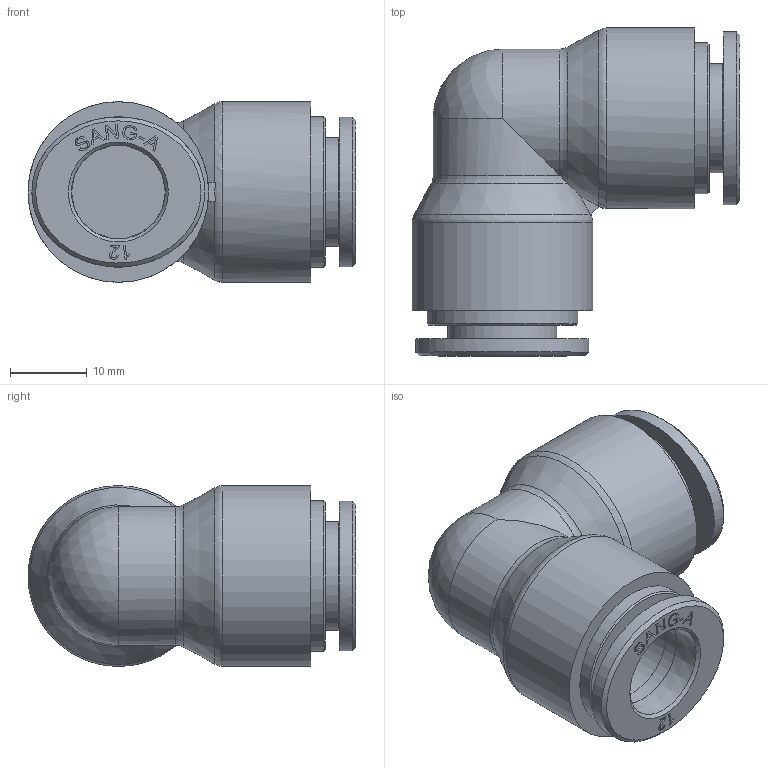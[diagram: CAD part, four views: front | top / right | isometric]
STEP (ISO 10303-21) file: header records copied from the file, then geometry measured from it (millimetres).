
FILE_DESCRIPTION((''),'2;1');
FILE_NAME('HR-PUL 12.stp','2020-03-19T10:31:39',('user'),(''),'Autodesk Inventor 2013','Autodesk Inventor 2013','');
FILE_SCHEMA(('AUTOMOTIVE_DESIGN { 1 0 10303 214 1 1 1 1 }'));
Length unit declared in the file: millimetre
Products named in the file (5): 조립품5; HR-PUL 12 BODY; HR-COLLAR 12; HR-Collar 12L(SUS); HR-SLEEVE 12
Assembly tree (5 placements, depth 3):
  조립품5
    HR-PUL 12 BODY
    HR-COLLAR 12  x2
      HR-Collar 12L(SUS)
      HR-SLEEVE 12
Bounding box: 42.65 x 42.65 x 23.5 mm (x, y, z)
Volume: 15636.3 mm3; surface area: 8193.4 mm2
Topology: 5 solids, 5 shells, 250 faces, 639 edges, 423 vertices
Faces by surface type: plane 143, bspline 80, cylinder 12, cone 10, torus 4, sphere 1
Full cylindrical faces by diameter (mm): 12.18 x2, 12.2 x2, 14.2 x2, 19.6 x2, 23.5 x2
Entity records: 4418 total; most frequent: CARTESIAN_POINT 1363, ORIENTED_EDGE 648, DIRECTION 474, EDGE_CURVE 324, VERTEX_POINT 222, VECTOR 200, LINE 200, EDGE_LOOP 166
